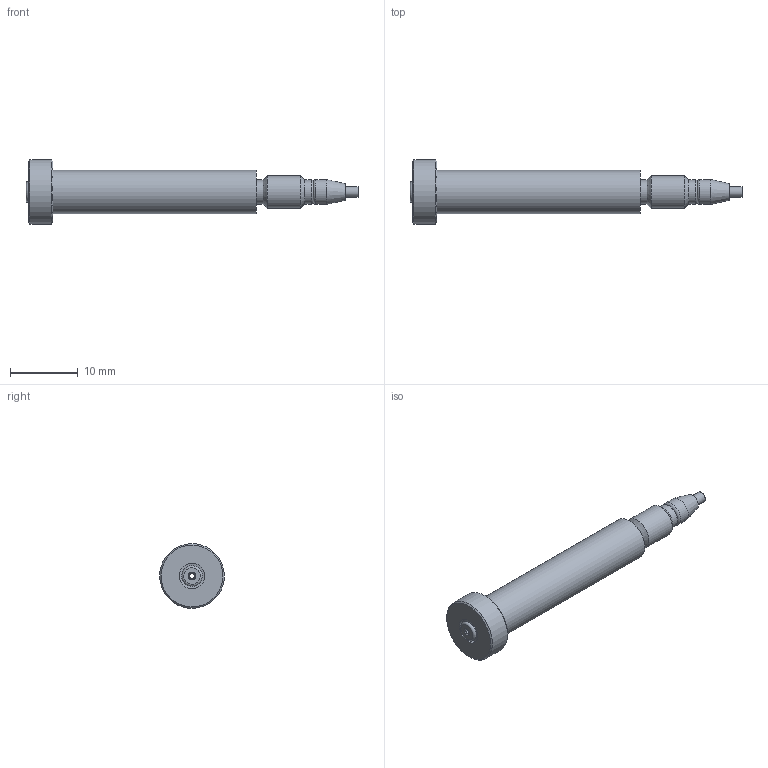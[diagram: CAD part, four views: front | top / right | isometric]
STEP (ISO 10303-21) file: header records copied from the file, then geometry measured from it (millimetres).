
FILE_DESCRIPTION((''),'2;1');
FILE_NAME('305056-VISF-2 Syringe adaptor.stp','2008-08-08T12:45:43',('Franzp'),(''),'Autodesk Inventor 2008','Autodesk Inventor 2008','');
FILE_SCHEMA(('AUTOMOTIVE_DESIGN { 1 0 10303 214 1 1 1 1 }'));
Length unit declared in the file: millimetre
Products named in the file (5): 305056; 310167; 310166; 310165; 310162
Assembly tree (4 placements, depth 2):
  305056
    310167
    310166
    310165
    310162
Bounding box: 48.9 x 9.52 x 9.52 mm (x, y, z)
Volume: 1337.2 mm3; surface area: 1798.8 mm2
Topology: 4 solids, 4 shells, 37 faces, 64 edges, 40 vertices
Faces by surface type: plane 13, cylinder 10, cone 7, torus 4, bspline 3
Full cylindrical faces by diameter (mm): 1.575 x1, 1.72 x1, 3.556 x2, 3.683 x1, 3.81 x1, 4.826 x1, 6.35 x2, 9.525 x1
Entity records: 959 total; most frequent: CARTESIAN_POINT 171, DIRECTION 160, AXIS2_PLACEMENT_3D 80, ORIENTED_EDGE 74, EDGE_LOOP 74, VERTEX_POINT 37, CIRCLE 37, EDGE_CURVE 37
